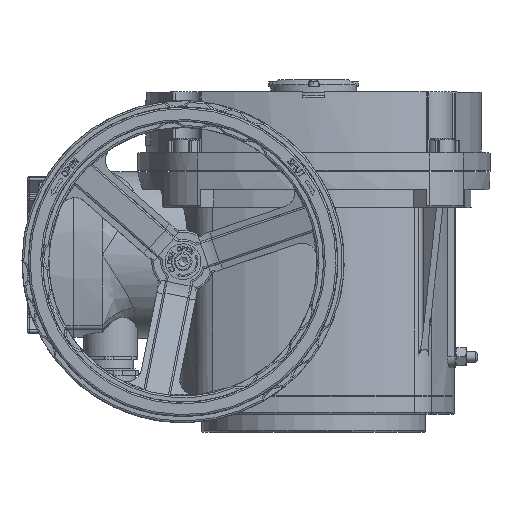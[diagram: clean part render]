
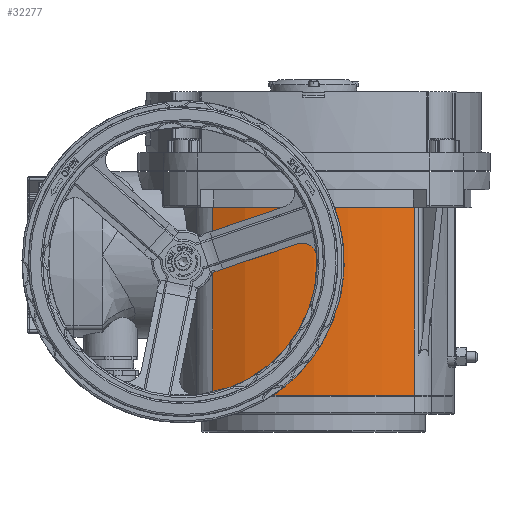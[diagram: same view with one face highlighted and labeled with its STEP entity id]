
A CAD part, top view. The second image highlights one B-rep face of the part: STEP entity #32277.
In plain terms, the highlighted cylindrical face has radius 130 mm (diameter 260 mm), a partial arc.
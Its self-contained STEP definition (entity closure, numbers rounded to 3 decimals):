
#3011=LINE('',#60590,#5152);
#3077=LINE('',#61004,#5218);
#5152=VECTOR('',#41454,10.);
#5218=VECTOR('',#41818,10.);
#6383=CYLINDRICAL_SURFACE('',#35226,130.);
#7623=FACE_OUTER_BOUND('',#9501,.T.);
#9501=EDGE_LOOP('',(#25330,#25331,#25332,#25333));
#10376=CIRCLE('',#33340,130.);
#11327=CIRCLE('',#35223,130.);
#12026=VERTEX_POINT('',#46469);
#12027=VERTEX_POINT('',#46471);
#13688=VERTEX_POINT('',#60588);
#13744=VERTEX_POINT('',#60998);
#15076=EDGE_CURVE('',#12026,#12027,#10376,.T.);
#17640=EDGE_CURVE('',#13688,#12026,#3011,.T.);
#17763=EDGE_CURVE('',#13688,#13744,#11327,.T.);
#17765=EDGE_CURVE('',#13744,#12027,#3077,.T.);
#25330=ORIENTED_EDGE('',*,*,#17763,.T.);
#25331=ORIENTED_EDGE('',*,*,#17765,.T.);
#25332=ORIENTED_EDGE('',*,*,#15076,.F.);
#25333=ORIENTED_EDGE('',*,*,#17640,.F.);
#32277=ADVANCED_FACE('',(#7623),#6383,.T.);
#33340=AXIS2_PLACEMENT_3D('',#46472,#36782,#36783);
#35223=AXIS2_PLACEMENT_3D('',#61000,#41812,#41813);
#35226=AXIS2_PLACEMENT_3D('',#61005,#41819,#41820);
#36782=DIRECTION('center_axis',(0.,1.,0.));
#36783=DIRECTION('ref_axis',(-0.433,0.,0.901));
#41454=DIRECTION('',(0.,1.,0.));
#41812=DIRECTION('center_axis',(0.,1.,0.));
#41813=DIRECTION('ref_axis',(-0.433,0.,0.901));
#41818=DIRECTION('',(0.,1.,0.));
#41819=DIRECTION('center_axis',(0.,1.,0.));
#41820=DIRECTION('ref_axis',(-0.433,0.,0.901));
#46469=CARTESIAN_POINT('',(-56.317,125.5,65.678));
#46471=CARTESIAN_POINT('',(56.317,125.5,65.678));
#46472=CARTESIAN_POINT('Origin',(0.,125.5,-51.49));
#60588=CARTESIAN_POINT('',(-56.317,20.5,65.678));
#60590=CARTESIAN_POINT('',(-56.317,20.5,65.678));
#60998=CARTESIAN_POINT('',(56.317,20.5,65.678));
#61000=CARTESIAN_POINT('Origin',(0.,20.5,-51.49));
#61004=CARTESIAN_POINT('',(56.317,20.5,65.678));
#61005=CARTESIAN_POINT('Origin',(0.,20.5,-51.49));
